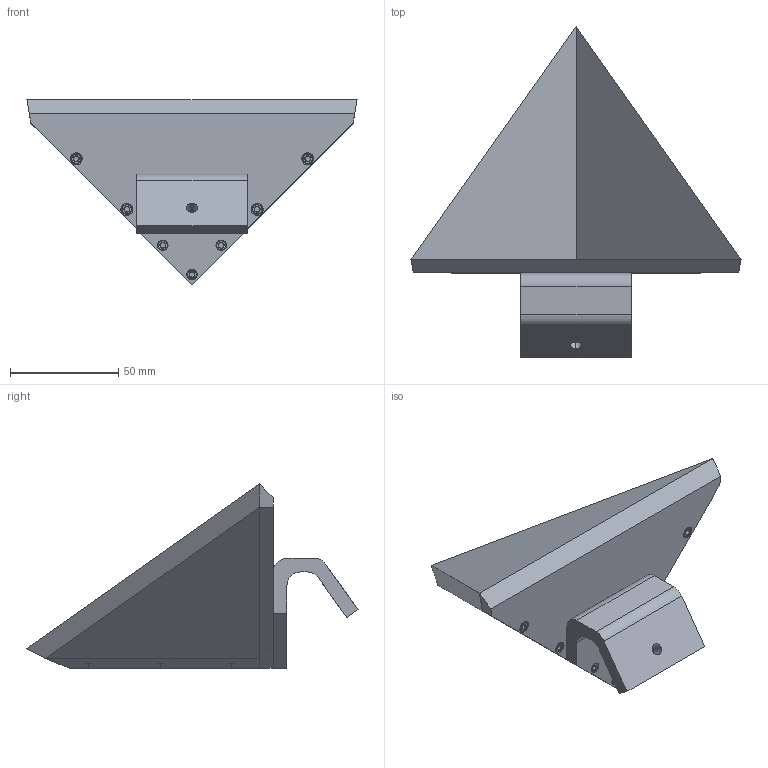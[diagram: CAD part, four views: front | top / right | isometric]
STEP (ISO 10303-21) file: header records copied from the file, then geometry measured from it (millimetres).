
FILE_DESCRIPTION (( 'STEP AP203' ), '1' );
FILE_NAME ('DMAJ-WG-101-060.STEP', '2019-09-10T19:17:40', ( '' ), ( '' ), 'SwSTEP 2.0', 'SolidWorks 2016', '' );
FILE_SCHEMA (( 'CONFIG_CONTROL_DESIGN' ));
Length unit declared in the file: inch
Products named in the file (1): DMAJ-WG-101-060
Bounding box: 152.4 x 153.29 x 85.18 mm (x, y, z)
Volume: 139248.2 mm3; surface area: 57137.1 mm2
Topology: 16 solids, 16 shells, 1082 faces, 2811 edges, 1791 vertices
Faces by surface type: cylinder 720, cone 174, plane 164, bspline 24
Entity records: 47750 total; most frequent: CARTESIAN_POINT 24939, ORIENTED_EDGE 5586, DIRECTION 3987, EDGE_CURVE 2793, VERTEX_POINT 1791, AXIS2_PLACEMENT_3D 1491, EDGE_LOOP 1162, ADVANCED_FACE 1082
